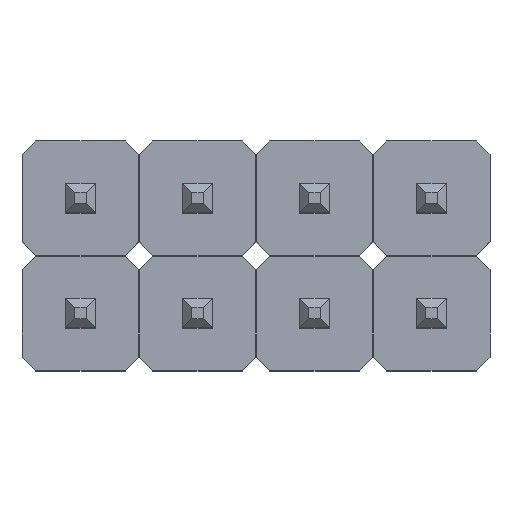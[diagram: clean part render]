
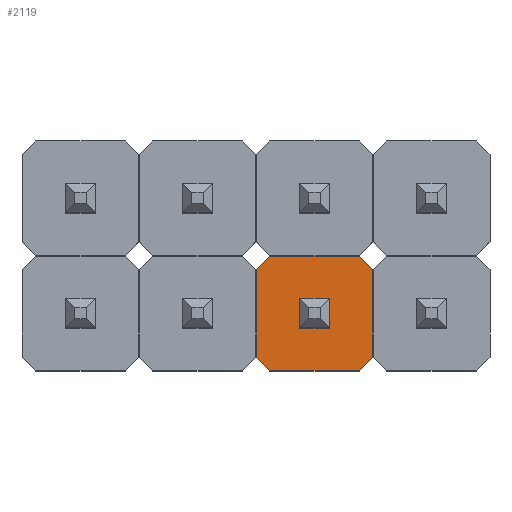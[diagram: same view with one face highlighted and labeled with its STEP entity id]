
A CAD part, top view. The second image highlights one B-rep face of the part: STEP entity #2119.
In plain terms, the highlighted planar face has unit normal (0, 0, 1).
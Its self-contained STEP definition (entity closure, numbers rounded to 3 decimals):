
#27=FACE_BOUND('',#240,.T.);
#111=FACE_OUTER_BOUND('',#239,.T.);
#239=EDGE_LOOP('',(#1583,#1584,#1585,#1586,#1587,#1588,#1589,#1590));
#240=EDGE_LOOP('',(#1591,#1592,#1593,#1594));
#431=LINE('',#3153,#719);
#432=LINE('',#3155,#720);
#433=LINE('',#3157,#721);
#434=LINE('',#3159,#722);
#435=LINE('',#3161,#723);
#436=LINE('',#3163,#724);
#437=LINE('',#3165,#725);
#438=LINE('',#3166,#726);
#439=LINE('',#3169,#727);
#440=LINE('',#3171,#728);
#441=LINE('',#3173,#729);
#442=LINE('',#3174,#730);
#719=VECTOR('',#2589,1000.);
#720=VECTOR('',#2590,1000.);
#721=VECTOR('',#2591,1000.);
#722=VECTOR('',#2592,1000.);
#723=VECTOR('',#2593,1000.);
#724=VECTOR('',#2594,1000.);
#725=VECTOR('',#2595,1000.);
#726=VECTOR('',#2596,1000.);
#727=VECTOR('',#2597,1000.);
#728=VECTOR('',#2598,1000.);
#729=VECTOR('',#2599,1000.);
#730=VECTOR('',#2600,1000.);
#959=VERTEX_POINT('',#3151);
#960=VERTEX_POINT('',#3152);
#961=VERTEX_POINT('',#3154);
#962=VERTEX_POINT('',#3156);
#963=VERTEX_POINT('',#3158);
#964=VERTEX_POINT('',#3160);
#965=VERTEX_POINT('',#3162);
#966=VERTEX_POINT('',#3164);
#967=VERTEX_POINT('',#3167);
#968=VERTEX_POINT('',#3168);
#969=VERTEX_POINT('',#3170);
#970=VERTEX_POINT('',#3172);
#1183=EDGE_CURVE('',#959,#960,#431,.T.);
#1184=EDGE_CURVE('',#961,#960,#432,.T.);
#1185=EDGE_CURVE('',#961,#962,#433,.T.);
#1186=EDGE_CURVE('',#963,#962,#434,.T.);
#1187=EDGE_CURVE('',#963,#964,#435,.T.);
#1188=EDGE_CURVE('',#965,#964,#436,.T.);
#1189=EDGE_CURVE('',#965,#966,#437,.T.);
#1190=EDGE_CURVE('',#959,#966,#438,.T.);
#1191=EDGE_CURVE('',#967,#968,#439,.T.);
#1192=EDGE_CURVE('',#967,#969,#440,.T.);
#1193=EDGE_CURVE('',#970,#969,#441,.T.);
#1194=EDGE_CURVE('',#968,#970,#442,.T.);
#1583=ORIENTED_EDGE('',*,*,#1183,.T.);
#1584=ORIENTED_EDGE('',*,*,#1184,.F.);
#1585=ORIENTED_EDGE('',*,*,#1185,.T.);
#1586=ORIENTED_EDGE('',*,*,#1186,.F.);
#1587=ORIENTED_EDGE('',*,*,#1187,.T.);
#1588=ORIENTED_EDGE('',*,*,#1188,.F.);
#1589=ORIENTED_EDGE('',*,*,#1189,.T.);
#1590=ORIENTED_EDGE('',*,*,#1190,.F.);
#1591=ORIENTED_EDGE('',*,*,#1191,.F.);
#1592=ORIENTED_EDGE('',*,*,#1192,.T.);
#1593=ORIENTED_EDGE('',*,*,#1193,.F.);
#1594=ORIENTED_EDGE('',*,*,#1194,.F.);
#1991=PLANE('',#2281);
#2119=ADVANCED_FACE('',(#111,#27),#1991,.T.);
#2281=AXIS2_PLACEMENT_3D('',#3150,#2587,#2588);
#2587=DIRECTION('center_axis',(0.,0.,1.));
#2588=DIRECTION('ref_axis',(1.,0.,0.));
#2589=DIRECTION('',(0.,1.,0.));
#2590=DIRECTION('',(0.707,-0.707,0.));
#2591=DIRECTION('',(-1.,0.,0.));
#2592=DIRECTION('',(0.707,0.707,0.));
#2593=DIRECTION('',(0.,-1.,0.));
#2594=DIRECTION('',(-0.707,0.707,0.));
#2595=DIRECTION('',(1.,0.,0.));
#2596=DIRECTION('',(-0.707,-0.707,0.));
#2597=DIRECTION('',(0.,1.,0.));
#2598=DIRECTION('',(-1.,0.,0.));
#2599=DIRECTION('',(0.,-1.,0.));
#2600=DIRECTION('',(-1.,0.,0.));
#3150=CARTESIAN_POINT('Origin',(3.81,1.245,2.29));
#3151=CARTESIAN_POINT('',(6.35,-0.945,2.29));
#3152=CARTESIAN_POINT('',(6.35,0.945,2.29));
#3153=CARTESIAN_POINT('',(6.35,1.245,2.29));
#3154=CARTESIAN_POINT('',(6.05,1.245,2.29));
#3155=CARTESIAN_POINT('',(6.2,1.095,2.29));
#3156=CARTESIAN_POINT('',(4.11,1.245,2.29));
#3157=CARTESIAN_POINT('',(3.81,1.245,2.29));
#3158=CARTESIAN_POINT('',(3.81,0.945,2.29));
#3159=CARTESIAN_POINT('',(3.96,1.095,2.29));
#3160=CARTESIAN_POINT('',(3.81,-0.945,2.29));
#3161=CARTESIAN_POINT('',(3.81,1.245,2.29));
#3162=CARTESIAN_POINT('',(4.11,-1.245,2.29));
#3163=CARTESIAN_POINT('',(3.96,-1.095,2.29));
#3164=CARTESIAN_POINT('',(6.05,-1.245,2.29));
#3165=CARTESIAN_POINT('',(3.81,-1.245,2.29));
#3166=CARTESIAN_POINT('',(6.2,-1.095,2.29));
#3167=CARTESIAN_POINT('',(5.4,-0.32,2.29));
#3168=CARTESIAN_POINT('',(5.4,0.32,2.29));
#3169=CARTESIAN_POINT('',(5.4,0.32,2.29));
#3170=CARTESIAN_POINT('',(4.76,-0.32,2.29));
#3171=CARTESIAN_POINT('',(3.81,-0.32,2.29));
#3172=CARTESIAN_POINT('',(4.76,0.32,2.29));
#3173=CARTESIAN_POINT('',(4.76,-0.32,2.29));
#3174=CARTESIAN_POINT('',(4.76,0.32,2.29));
